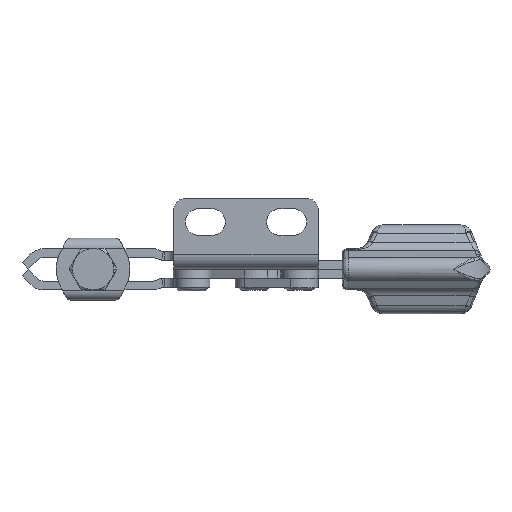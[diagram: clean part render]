
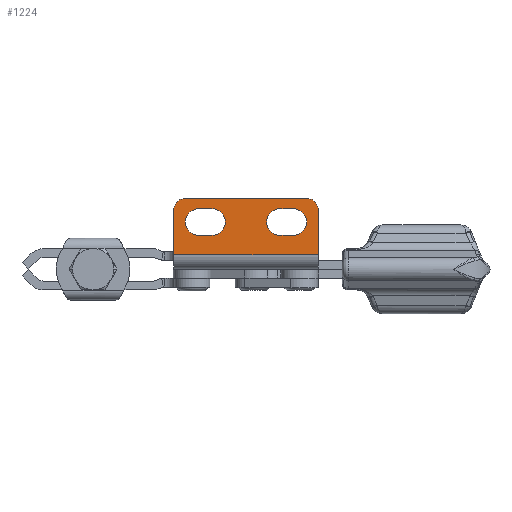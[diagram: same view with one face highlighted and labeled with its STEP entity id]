
A CAD part, front view. The second image highlights one B-rep face of the part: STEP entity #1224.
In plain terms, the highlighted planar face has unit normal (0, -1, 0).
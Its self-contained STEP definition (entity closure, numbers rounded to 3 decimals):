
#904=CARTESIAN_POINT('',(-27.369,5.12,4.));
#905=VERTEX_POINT('',#904);
#923=CARTESIAN_POINT('',(-2.869,5.12,4.));
#924=VERTEX_POINT('',#923);
#932=CARTESIAN_POINT('',(-27.369,5.12,4.));
#933=DIRECTION('',(1.0,0.0,0.0));
#934=VECTOR('',#933,24.5);
#935=LINE('',#932,#934);
#936=EDGE_CURVE('',#905,#924,#935,.T.);
#1104=CARTESIAN_POINT('',(-15.7,5.12,2.639));
#1105=DIRECTION('',(0.0,1.0,0.0));
#1106=DIRECTION('',(1.0,0.0,0.0));
#1107=AXIS2_PLACEMENT_3D('',#1104,#1105,#1106);
#1108=PLANE('',#1107);
#1109=ORIENTED_EDGE('',*,*,#936,.T.);
#1110=CARTESIAN_POINT('',(-2.869,5.12,11.5));
#1111=VERTEX_POINT('',#1110);
#1112=CARTESIAN_POINT('',(-2.869,5.12,11.5));
#1113=DIRECTION('',(0.0,0.0,-1.0));
#1114=VECTOR('',#1113,7.5);
#1115=LINE('',#1112,#1114);
#1116=EDGE_CURVE('',#1111,#924,#1115,.T.);
#1117=ORIENTED_EDGE('',*,*,#1116,.F.);
#1118=CARTESIAN_POINT('',(-4.869,5.12,13.5));
#1119=VERTEX_POINT('',#1118);
#1120=CARTESIAN_POINT('',(-4.869,5.12,11.5));
#1121=DIRECTION('',(0.0,1.0,0.0));
#1122=DIRECTION('',(0.0,0.0,1.0));
#1123=AXIS2_PLACEMENT_3D('',#1120,#1121,#1122);
#1124=CIRCLE('',#1123,2.);
#1125=EDGE_CURVE('',#1119,#1111,#1124,.T.);
#1126=ORIENTED_EDGE('',*,*,#1125,.F.);
#1127=CARTESIAN_POINT('',(-25.369,5.12,13.5));
#1128=VERTEX_POINT('',#1127);
#1129=CARTESIAN_POINT('',(-25.369,5.12,13.5));
#1130=DIRECTION('',(1.0,0.0,0.0));
#1131=VECTOR('',#1130,20.5);
#1132=LINE('',#1129,#1131);
#1133=EDGE_CURVE('',#1128,#1119,#1132,.T.);
#1134=ORIENTED_EDGE('',*,*,#1133,.F.);
#1135=CARTESIAN_POINT('',(-27.369,5.12,11.5));
#1136=VERTEX_POINT('',#1135);
#1137=CARTESIAN_POINT('',(-25.369,5.12,11.5));
#1138=DIRECTION('',(0.0,1.0,0.0));
#1139=DIRECTION('',(-1.0,0.0,0.0));
#1140=AXIS2_PLACEMENT_3D('',#1137,#1138,#1139);
#1141=CIRCLE('',#1140,2.);
#1142=EDGE_CURVE('',#1136,#1128,#1141,.T.);
#1143=ORIENTED_EDGE('',*,*,#1142,.F.);
#1144=CARTESIAN_POINT('',(-27.369,5.12,4.));
#1145=DIRECTION('',(0.0,0.0,1.0));
#1146=VECTOR('',#1145,7.5);
#1147=LINE('',#1144,#1146);
#1148=EDGE_CURVE('',#905,#1136,#1147,.T.);
#1149=ORIENTED_EDGE('',*,*,#1148,.F.);
#1150=EDGE_LOOP('',(#1109,#1117,#1126,#1134,#1143,#1149));
#1151=FACE_OUTER_BOUND('',#1150,.T.);
#1152=CARTESIAN_POINT('',(-20.869,5.12,7.25));
#1153=VERTEX_POINT('',#1152);
#1154=CARTESIAN_POINT('',(-23.119,5.12,7.25));
#1155=VERTEX_POINT('',#1154);
#1156=CARTESIAN_POINT('',(-20.869,5.12,7.25));
#1157=DIRECTION('',(-1.0,0.0,0.0));
#1158=VECTOR('',#1157,2.25);
#1159=LINE('',#1156,#1158);
#1160=EDGE_CURVE('',#1153,#1155,#1159,.T.);
#1161=ORIENTED_EDGE('',*,*,#1160,.T.);
#1162=CARTESIAN_POINT('',(-23.119,5.12,11.75));
#1163=VERTEX_POINT('',#1162);
#1164=CARTESIAN_POINT('',(-23.119,5.12,9.5));
#1165=DIRECTION('',(0.0,1.0,0.0));
#1166=DIRECTION('',(0.0,0.0,1.0));
#1167=AXIS2_PLACEMENT_3D('',#1164,#1165,#1166);
#1168=CIRCLE('',#1167,2.25);
#1169=EDGE_CURVE('',#1155,#1163,#1168,.T.);
#1170=ORIENTED_EDGE('',*,*,#1169,.T.);
#1171=CARTESIAN_POINT('',(-20.869,5.12,11.75));
#1172=VERTEX_POINT('',#1171);
#1173=CARTESIAN_POINT('',(-23.119,5.12,11.75));
#1174=DIRECTION('',(1.0,0.0,0.0));
#1175=VECTOR('',#1174,2.25);
#1176=LINE('',#1173,#1175);
#1177=EDGE_CURVE('',#1163,#1172,#1176,.T.);
#1178=ORIENTED_EDGE('',*,*,#1177,.T.);
#1179=CARTESIAN_POINT('',(-20.869,5.12,9.5));
#1180=DIRECTION('',(0.0,1.0,0.0));
#1181=DIRECTION('',(0.0,0.0,-1.0));
#1182=AXIS2_PLACEMENT_3D('',#1179,#1180,#1181);
#1183=CIRCLE('',#1182,2.25);
#1184=EDGE_CURVE('',#1172,#1153,#1183,.T.);
#1185=ORIENTED_EDGE('',*,*,#1184,.T.);
#1186=EDGE_LOOP('',(#1161,#1170,#1178,#1185));
#1187=FACE_BOUND('',#1186,.T.);
#1188=CARTESIAN_POINT('',(-7.119,5.12,7.25));
#1189=VERTEX_POINT('',#1188);
#1190=CARTESIAN_POINT('',(-9.369,5.12,7.25));
#1191=VERTEX_POINT('',#1190);
#1192=CARTESIAN_POINT('',(-7.119,5.12,7.25));
#1193=DIRECTION('',(-1.0,0.0,0.0));
#1194=VECTOR('',#1193,2.25);
#1195=LINE('',#1192,#1194);
#1196=EDGE_CURVE('',#1189,#1191,#1195,.T.);
#1197=ORIENTED_EDGE('',*,*,#1196,.T.);
#1198=CARTESIAN_POINT('',(-9.369,5.12,11.75));
#1199=VERTEX_POINT('',#1198);
#1200=CARTESIAN_POINT('',(-9.369,5.12,9.5));
#1201=DIRECTION('',(0.0,1.0,0.0));
#1202=DIRECTION('',(0.0,0.0,1.0));
#1203=AXIS2_PLACEMENT_3D('',#1200,#1201,#1202);
#1204=CIRCLE('',#1203,2.25);
#1205=EDGE_CURVE('',#1191,#1199,#1204,.T.);
#1206=ORIENTED_EDGE('',*,*,#1205,.T.);
#1207=CARTESIAN_POINT('',(-7.119,5.12,11.75));
#1208=VERTEX_POINT('',#1207);
#1209=CARTESIAN_POINT('',(-9.369,5.12,11.75));
#1210=DIRECTION('',(1.0,0.0,0.0));
#1211=VECTOR('',#1210,2.25);
#1212=LINE('',#1209,#1211);
#1213=EDGE_CURVE('',#1199,#1208,#1212,.T.);
#1214=ORIENTED_EDGE('',*,*,#1213,.T.);
#1215=CARTESIAN_POINT('',(-7.119,5.12,9.5));
#1216=DIRECTION('',(0.0,1.0,0.0));
#1217=DIRECTION('',(0.0,0.0,-1.0));
#1218=AXIS2_PLACEMENT_3D('',#1215,#1216,#1217);
#1219=CIRCLE('',#1218,2.25);
#1220=EDGE_CURVE('',#1208,#1189,#1219,.T.);
#1221=ORIENTED_EDGE('',*,*,#1220,.T.);
#1222=EDGE_LOOP('',(#1197,#1206,#1214,#1221));
#1223=FACE_BOUND('',#1222,.T.);
#1224=ADVANCED_FACE('',(#1151,#1187,#1223),#1108,.F.);
